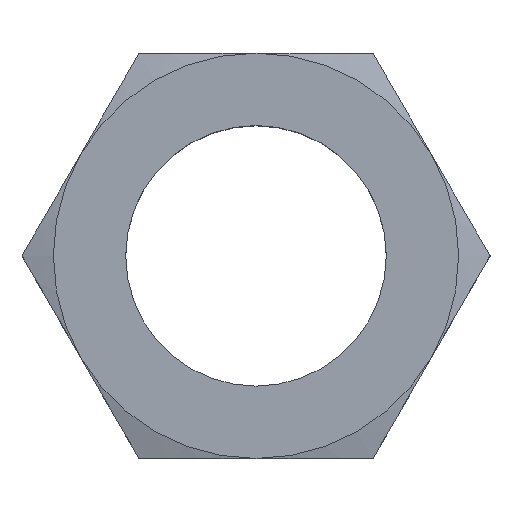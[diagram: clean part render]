
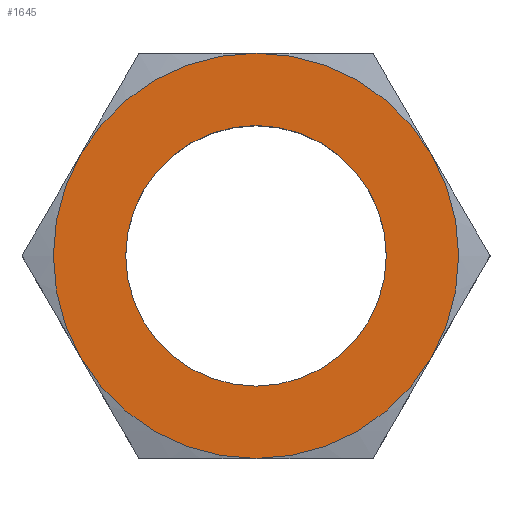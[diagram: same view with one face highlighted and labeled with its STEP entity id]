
A CAD part, top view. The second image highlights one B-rep face of the part: STEP entity #1645.
In plain terms, the highlighted planar face has unit normal (0, 0, 1).
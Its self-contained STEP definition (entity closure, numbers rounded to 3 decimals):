
#223 = CYLINDRICAL_SURFACE('',#224,22.5);
#224 = AXIS2_PLACEMENT_3D('',#225,#226,#227);
#225 = CARTESIAN_POINT('',(0.,0.,0.));
#226 = DIRECTION('',(0.,0.,1.));
#227 = DIRECTION('',(-1.,0.,0.));
#790 = EDGE_CURVE('',#791,#791,#793,.T.);
#791 = VERTEX_POINT('',#792);
#792 = CARTESIAN_POINT('',(-22.5,0.,36.));
#793 = SURFACE_CURVE('',#794,(#799,#806),.PCURVE_S1.);
#794 = CIRCLE('',#795,22.5);
#795 = AXIS2_PLACEMENT_3D('',#796,#797,#798);
#796 = CARTESIAN_POINT('',(0.,0.,36.));
#797 = DIRECTION('',(0.,0.,1.));
#798 = DIRECTION('',(-1.,0.,0.));
#799 = PCURVE('',#223,#800);
#800 = DEFINITIONAL_REPRESENTATION('',(#801),#805);
#801 = LINE('',#802,#803);
#802 = CARTESIAN_POINT('',(0.,36.));
#803 = VECTOR('',#804,1.);
#804 = DIRECTION('',(1.,0.));
#805 = ( GEOMETRIC_REPRESENTATION_CONTEXT(2) 
PARAMETRIC_REPRESENTATION_CONTEXT() REPRESENTATION_CONTEXT('2D SPACE',''
  ) );
#806 = PCURVE('',#807,#812);
#807 = PLANE('',#808);
#808 = AXIS2_PLACEMENT_3D('',#809,#810,#811);
#809 = CARTESIAN_POINT('',(0.,0.,36.));
#810 = DIRECTION('',(0.,0.,1.));
#811 = DIRECTION('',(1.,0.,-0.));
#812 = DEFINITIONAL_REPRESENTATION('',(#813),#817);
#813 = CIRCLE('',#814,22.5);
#814 = AXIS2_PLACEMENT_2D('',#815,#816);
#815 = CARTESIAN_POINT('',(0.,0.));
#816 = DIRECTION('',(-1.,0.));
#817 = ( GEOMETRIC_REPRESENTATION_CONTEXT(2) 
PARAMETRIC_REPRESENTATION_CONTEXT() REPRESENTATION_CONTEXT('2D SPACE',''
  ) );
#864 = CONICAL_SURFACE('',#865,40.414,1.309);
#865 = AXIS2_PLACEMENT_3D('',#866,#867,#868);
#866 = CARTESIAN_POINT('',(0.,0.,34.549));
#867 = DIRECTION('',(-0.,-0.,-1.));
#868 = DIRECTION('',(1.,0.,-0.));
#922 = VERTEX_POINT('',#923);
#923 = CARTESIAN_POINT('',(30.311,17.5,36.));
#966 = CONICAL_SURFACE('',#967,40.414,1.309);
#967 = AXIS2_PLACEMENT_3D('',#968,#969,#970);
#968 = CARTESIAN_POINT('',(0.,0.,34.549));
#969 = DIRECTION('',(-0.,-0.,-1.));
#970 = DIRECTION('',(1.,0.,-0.));
#1028 = VERTEX_POINT('',#1029);
#1029 = CARTESIAN_POINT('',(30.311,-17.5,36.));
#1044 = CONICAL_SURFACE('',#1045,40.414,1.309);
#1045 = AXIS2_PLACEMENT_3D('',#1046,#1047,#1048);
#1046 = CARTESIAN_POINT('',(0.,0.,34.549));
#1047 = DIRECTION('',(-0.,-0.,-1.));
#1048 = DIRECTION('',(1.,0.,-0.));
#1142 = VERTEX_POINT('',#1143);
#1143 = CARTESIAN_POINT('',(0.,35.,36.));
#1186 = CONICAL_SURFACE('',#1187,40.414,1.309);
#1187 = AXIS2_PLACEMENT_3D('',#1188,#1189,#1190);
#1188 = CARTESIAN_POINT('',(0.,0.,34.549));
#1189 = DIRECTION('',(-0.,-0.,-1.));
#1190 = DIRECTION('',(1.,0.,-0.));
#1248 = VERTEX_POINT('',#1249);
#1249 = CARTESIAN_POINT('',(0.,-35.,36.));
#1264 = CONICAL_SURFACE('',#1265,40.414,1.309);
#1265 = AXIS2_PLACEMENT_3D('',#1266,#1267,#1268);
#1266 = CARTESIAN_POINT('',(0.,0.,34.549));
#1267 = DIRECTION('',(-0.,-0.,-1.));
#1268 = DIRECTION('',(1.,0.,-0.));
#1410 = VERTEX_POINT('',#1411);
#1411 = CARTESIAN_POINT('',(-30.311,17.5,36.));
#1454 = CONICAL_SURFACE('',#1455,40.414,1.309);
#1455 = AXIS2_PLACEMENT_3D('',#1456,#1457,#1458);
#1456 = CARTESIAN_POINT('',(0.,0.,34.549));
#1457 = DIRECTION('',(-0.,-0.,-1.));
#1458 = DIRECTION('',(1.,0.,-0.));
#1516 = VERTEX_POINT('',#1517);
#1517 = CARTESIAN_POINT('',(-30.311,-17.5,36.));
#1645 = ADVANCED_FACE('',(#1646,#1780),#807,.T.);
#1646 = FACE_BOUND('',#1647,.T.);
#1647 = EDGE_LOOP('',(#1648,#1670,#1692,#1714,#1736,#1758));
#1648 = ORIENTED_EDGE('',*,*,#1649,.T.);
#1649 = EDGE_CURVE('',#1028,#922,#1650,.T.);
#1650 = SURFACE_CURVE('',#1651,(#1656,#1663),.PCURVE_S1.);
#1651 = CIRCLE('',#1652,35.);
#1652 = AXIS2_PLACEMENT_3D('',#1653,#1654,#1655);
#1653 = CARTESIAN_POINT('',(0.,0.,36.));
#1654 = DIRECTION('',(0.,0.,1.));
#1655 = DIRECTION('',(0.866,-0.5,0.));
#1656 = PCURVE('',#807,#1657);
#1657 = DEFINITIONAL_REPRESENTATION('',(#1658),#1662);
#1658 = CIRCLE('',#1659,35.);
#1659 = AXIS2_PLACEMENT_2D('',#1660,#1661);
#1660 = CARTESIAN_POINT('',(0.,0.));
#1661 = DIRECTION('',(0.866,-0.5));
#1662 = ( GEOMETRIC_REPRESENTATION_CONTEXT(2) 
PARAMETRIC_REPRESENTATION_CONTEXT() REPRESENTATION_CONTEXT('2D SPACE',''
  ) );
#1663 = PCURVE('',#864,#1664);
#1664 = DEFINITIONAL_REPRESENTATION('',(#1665),#1669);
#1665 = LINE('',#1666,#1667);
#1666 = CARTESIAN_POINT('',(-5.76,-1.451));
#1667 = VECTOR('',#1668,1.);
#1668 = DIRECTION('',(-1.,-0.));
#1669 = ( GEOMETRIC_REPRESENTATION_CONTEXT(2) 
PARAMETRIC_REPRESENTATION_CONTEXT() REPRESENTATION_CONTEXT('2D SPACE',''
  ) );
#1670 = ORIENTED_EDGE('',*,*,#1671,.T.);
#1671 = EDGE_CURVE('',#922,#1142,#1672,.T.);
#1672 = SURFACE_CURVE('',#1673,(#1678,#1685),.PCURVE_S1.);
#1673 = CIRCLE('',#1674,35.);
#1674 = AXIS2_PLACEMENT_3D('',#1675,#1676,#1677);
#1675 = CARTESIAN_POINT('',(0.,0.,36.));
#1676 = DIRECTION('',(0.,0.,1.));
#1677 = DIRECTION('',(1.,0.,-0.));
#1678 = PCURVE('',#807,#1679);
#1679 = DEFINITIONAL_REPRESENTATION('',(#1680),#1684);
#1680 = CIRCLE('',#1681,35.);
#1681 = AXIS2_PLACEMENT_2D('',#1682,#1683);
#1682 = CARTESIAN_POINT('',(0.,0.));
#1683 = DIRECTION('',(1.,0.));
#1684 = ( GEOMETRIC_REPRESENTATION_CONTEXT(2) 
PARAMETRIC_REPRESENTATION_CONTEXT() REPRESENTATION_CONTEXT('2D SPACE',''
  ) );
#1685 = PCURVE('',#966,#1686);
#1686 = DEFINITIONAL_REPRESENTATION('',(#1687),#1691);
#1687 = LINE('',#1688,#1689);
#1688 = CARTESIAN_POINT('',(-0.,-1.451));
#1689 = VECTOR('',#1690,1.);
#1690 = DIRECTION('',(-1.,-0.));
#1691 = ( GEOMETRIC_REPRESENTATION_CONTEXT(2) 
PARAMETRIC_REPRESENTATION_CONTEXT() REPRESENTATION_CONTEXT('2D SPACE',''
  ) );
#1692 = ORIENTED_EDGE('',*,*,#1693,.T.);
#1693 = EDGE_CURVE('',#1142,#1410,#1694,.T.);
#1694 = SURFACE_CURVE('',#1695,(#1700,#1707),.PCURVE_S1.);
#1695 = CIRCLE('',#1696,35.);
#1696 = AXIS2_PLACEMENT_3D('',#1697,#1698,#1699);
#1697 = CARTESIAN_POINT('',(0.,0.,36.));
#1698 = DIRECTION('',(0.,0.,1.));
#1699 = DIRECTION('',(1.,0.,-0.));
#1700 = PCURVE('',#807,#1701);
#1701 = DEFINITIONAL_REPRESENTATION('',(#1702),#1706);
#1702 = CIRCLE('',#1703,35.);
#1703 = AXIS2_PLACEMENT_2D('',#1704,#1705);
#1704 = CARTESIAN_POINT('',(0.,0.));
#1705 = DIRECTION('',(1.,0.));
#1706 = ( GEOMETRIC_REPRESENTATION_CONTEXT(2) 
PARAMETRIC_REPRESENTATION_CONTEXT() REPRESENTATION_CONTEXT('2D SPACE',''
  ) );
#1707 = PCURVE('',#1186,#1708);
#1708 = DEFINITIONAL_REPRESENTATION('',(#1709),#1713);
#1709 = LINE('',#1710,#1711);
#1710 = CARTESIAN_POINT('',(-0.,-1.451));
#1711 = VECTOR('',#1712,1.);
#1712 = DIRECTION('',(-1.,-0.));
#1713 = ( GEOMETRIC_REPRESENTATION_CONTEXT(2) 
PARAMETRIC_REPRESENTATION_CONTEXT() REPRESENTATION_CONTEXT('2D SPACE',''
  ) );
#1714 = ORIENTED_EDGE('',*,*,#1715,.T.);
#1715 = EDGE_CURVE('',#1410,#1516,#1716,.T.);
#1716 = SURFACE_CURVE('',#1717,(#1722,#1729),.PCURVE_S1.);
#1717 = CIRCLE('',#1718,35.);
#1718 = AXIS2_PLACEMENT_3D('',#1719,#1720,#1721);
#1719 = CARTESIAN_POINT('',(0.,0.,36.));
#1720 = DIRECTION('',(0.,0.,1.));
#1721 = DIRECTION('',(1.,0.,-0.));
#1722 = PCURVE('',#807,#1723);
#1723 = DEFINITIONAL_REPRESENTATION('',(#1724),#1728);
#1724 = CIRCLE('',#1725,35.);
#1725 = AXIS2_PLACEMENT_2D('',#1726,#1727);
#1726 = CARTESIAN_POINT('',(0.,0.));
#1727 = DIRECTION('',(1.,0.));
#1728 = ( GEOMETRIC_REPRESENTATION_CONTEXT(2) 
PARAMETRIC_REPRESENTATION_CONTEXT() REPRESENTATION_CONTEXT('2D SPACE',''
  ) );
#1729 = PCURVE('',#1454,#1730);
#1730 = DEFINITIONAL_REPRESENTATION('',(#1731),#1735);
#1731 = LINE('',#1732,#1733);
#1732 = CARTESIAN_POINT('',(-0.,-1.451));
#1733 = VECTOR('',#1734,1.);
#1734 = DIRECTION('',(-1.,-0.));
#1735 = ( GEOMETRIC_REPRESENTATION_CONTEXT(2) 
PARAMETRIC_REPRESENTATION_CONTEXT() REPRESENTATION_CONTEXT('2D SPACE',''
  ) );
#1736 = ORIENTED_EDGE('',*,*,#1737,.T.);
#1737 = EDGE_CURVE('',#1516,#1248,#1738,.T.);
#1738 = SURFACE_CURVE('',#1739,(#1744,#1751),.PCURVE_S1.);
#1739 = CIRCLE('',#1740,35.);
#1740 = AXIS2_PLACEMENT_3D('',#1741,#1742,#1743);
#1741 = CARTESIAN_POINT('',(0.,0.,36.));
#1742 = DIRECTION('',(0.,0.,1.));
#1743 = DIRECTION('',(1.,0.,-0.));
#1744 = PCURVE('',#807,#1745);
#1745 = DEFINITIONAL_REPRESENTATION('',(#1746),#1750);
#1746 = CIRCLE('',#1747,35.);
#1747 = AXIS2_PLACEMENT_2D('',#1748,#1749);
#1748 = CARTESIAN_POINT('',(0.,0.));
#1749 = DIRECTION('',(1.,0.));
#1750 = ( GEOMETRIC_REPRESENTATION_CONTEXT(2) 
PARAMETRIC_REPRESENTATION_CONTEXT() REPRESENTATION_CONTEXT('2D SPACE',''
  ) );
#1751 = PCURVE('',#1264,#1752);
#1752 = DEFINITIONAL_REPRESENTATION('',(#1753),#1757);
#1753 = LINE('',#1754,#1755);
#1754 = CARTESIAN_POINT('',(-0.,-1.451));
#1755 = VECTOR('',#1756,1.);
#1756 = DIRECTION('',(-1.,-0.));
#1757 = ( GEOMETRIC_REPRESENTATION_CONTEXT(2) 
PARAMETRIC_REPRESENTATION_CONTEXT() REPRESENTATION_CONTEXT('2D SPACE',''
  ) );
#1758 = ORIENTED_EDGE('',*,*,#1759,.T.);
#1759 = EDGE_CURVE('',#1248,#1028,#1760,.T.);
#1760 = SURFACE_CURVE('',#1761,(#1766,#1773),.PCURVE_S1.);
#1761 = CIRCLE('',#1762,35.);
#1762 = AXIS2_PLACEMENT_3D('',#1763,#1764,#1765);
#1763 = CARTESIAN_POINT('',(0.,0.,36.));
#1764 = DIRECTION('',(0.,0.,1.));
#1765 = DIRECTION('',(1.,0.,-0.));
#1766 = PCURVE('',#807,#1767);
#1767 = DEFINITIONAL_REPRESENTATION('',(#1768),#1772);
#1768 = CIRCLE('',#1769,35.);
#1769 = AXIS2_PLACEMENT_2D('',#1770,#1771);
#1770 = CARTESIAN_POINT('',(0.,0.));
#1771 = DIRECTION('',(1.,0.));
#1772 = ( GEOMETRIC_REPRESENTATION_CONTEXT(2) 
PARAMETRIC_REPRESENTATION_CONTEXT() REPRESENTATION_CONTEXT('2D SPACE',''
  ) );
#1773 = PCURVE('',#1044,#1774);
#1774 = DEFINITIONAL_REPRESENTATION('',(#1775),#1779);
#1775 = LINE('',#1776,#1777);
#1776 = CARTESIAN_POINT('',(-0.,-1.451));
#1777 = VECTOR('',#1778,1.);
#1778 = DIRECTION('',(-1.,-0.));
#1779 = ( GEOMETRIC_REPRESENTATION_CONTEXT(2) 
PARAMETRIC_REPRESENTATION_CONTEXT() REPRESENTATION_CONTEXT('2D SPACE',''
  ) );
#1780 = FACE_BOUND('',#1781,.T.);
#1781 = EDGE_LOOP('',(#1782));
#1782 = ORIENTED_EDGE('',*,*,#790,.F.);
